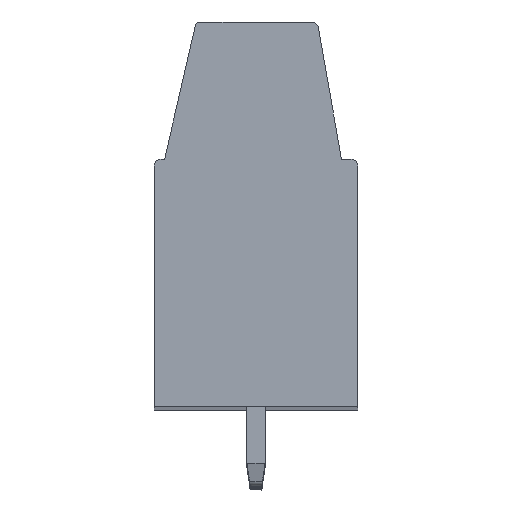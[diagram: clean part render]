
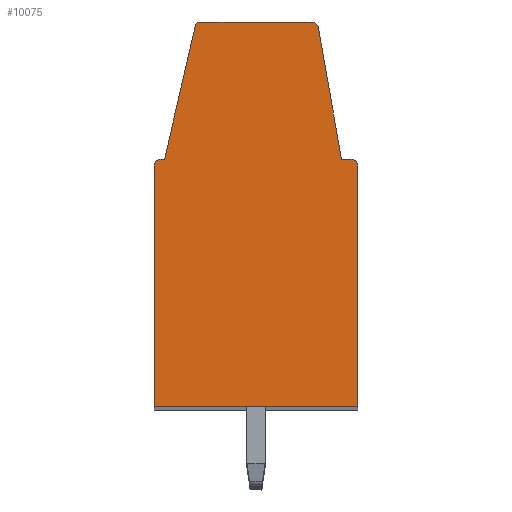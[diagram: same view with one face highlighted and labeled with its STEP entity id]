
A CAD part, top view. The second image highlights one B-rep face of the part: STEP entity #10075.
In plain terms, the highlighted planar face has unit normal (0, 0, 1).
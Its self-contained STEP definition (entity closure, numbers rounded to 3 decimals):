
#24=DIRECTION('',(0.225,0.974,0.));
#25=VECTOR('',#24,5.999);
#26=CARTESIAN_POINT('',(-4.,3.55,97.5));
#27=LINE('',#26,#25);
#28=CARTESIAN_POINT('',(-2.456,9.35,97.5));
#29=DIRECTION('',(0.,0.,-1.));
#30=DIRECTION('',(-0.974,0.225,0.));
#31=AXIS2_PLACEMENT_3D('',#28,#29,#30);
#33=DIRECTION('',(1.,0.,0.));
#34=VECTOR('',#33,4.886);
#35=CARTESIAN_POINT('',(-2.456,9.55,97.5));
#36=LINE('',#35,#34);
#37=CARTESIAN_POINT('',(2.43,9.25,97.5));
#38=DIRECTION('',(0.,0.,-1.));
#39=DIRECTION('',(0.,1.,0.));
#40=AXIS2_PLACEMENT_3D('',#37,#38,#39);
#42=DIRECTION('',(0.174,-0.985,0.));
#43=VECTOR('',#42,5.841);
#44=CARTESIAN_POINT('',(2.726,9.302,97.5));
#45=LINE('',#44,#43);
#46=DIRECTION('',(1.,0.,0.));
#47=VECTOR('',#46,0.41);
#48=CARTESIAN_POINT('',(3.74,3.55,97.5));
#49=LINE('',#48,#47);
#50=CARTESIAN_POINT('',(4.15,3.25,97.5));
#51=DIRECTION('',(0.,0.,-1.));
#52=DIRECTION('',(0.,1.,0.));
#53=AXIS2_PLACEMENT_3D('',#50,#51,#52);
#55=DIRECTION('',(0.,-1.,0.));
#56=VECTOR('',#55,10.5);
#57=CARTESIAN_POINT('',(4.45,3.25,97.5));
#58=LINE('',#57,#56);
#59=DIRECTION('',(-1.,0.,0.));
#60=VECTOR('',#59,8.9);
#61=CARTESIAN_POINT('',(4.45,-7.25,97.5));
#62=LINE('',#61,#60);
#63=DIRECTION('',(0.,1.,0.));
#64=VECTOR('',#63,10.5);
#65=CARTESIAN_POINT('',(-4.45,-7.25,97.5));
#66=LINE('',#65,#64);
#67=CARTESIAN_POINT('',(-4.15,3.25,97.5));
#68=DIRECTION('',(0.,0.,-1.));
#69=DIRECTION('',(-1.,0.,0.));
#70=AXIS2_PLACEMENT_3D('',#67,#68,#69);
#72=DIRECTION('',(1.,0.,0.));
#73=VECTOR('',#72,0.15);
#74=CARTESIAN_POINT('',(-4.15,3.55,97.5));
#75=LINE('',#74,#73);
#8056=CARTESIAN_POINT('',(-4.,3.55,97.5));
#8057=CARTESIAN_POINT('',(-2.651,9.395,97.5));
#8058=VERTEX_POINT('',#8056);
#8059=VERTEX_POINT('',#8057);
#8060=CARTESIAN_POINT('',(-4.15,3.55,97.5));
#8061=VERTEX_POINT('',#8060);
#8062=CARTESIAN_POINT('',(-4.45,3.25,97.5));
#8063=VERTEX_POINT('',#8062);
#8064=CARTESIAN_POINT('',(-4.45,-7.25,97.5));
#8065=VERTEX_POINT('',#8064);
#8066=CARTESIAN_POINT('',(4.45,-7.25,97.5));
#8067=VERTEX_POINT('',#8066);
#8068=CARTESIAN_POINT('',(4.45,3.25,97.5));
#8069=VERTEX_POINT('',#8068);
#8070=CARTESIAN_POINT('',(4.15,3.55,97.5));
#8071=VERTEX_POINT('',#8070);
#8072=CARTESIAN_POINT('',(3.74,3.55,97.5));
#8073=VERTEX_POINT('',#8072);
#8074=CARTESIAN_POINT('',(2.726,9.302,97.5));
#8075=VERTEX_POINT('',#8074);
#8076=CARTESIAN_POINT('',(2.43,9.55,97.5));
#8077=VERTEX_POINT('',#8076);
#8078=CARTESIAN_POINT('',(-2.456,9.55,97.5));
#8079=VERTEX_POINT('',#8078);
#10044=CARTESIAN_POINT('',(0.,0.,97.5));
#10045=DIRECTION('',(0.,0.,1.));
#10046=DIRECTION('',(1.,0.,0.));
#10047=AXIS2_PLACEMENT_3D('',#10044,#10045,#10046);
#10048=PLANE('',#10047);
#10050=ORIENTED_EDGE('',*,*,#10049,.T.);
#10052=ORIENTED_EDGE('',*,*,#10051,.T.);
#10054=ORIENTED_EDGE('',*,*,#10053,.T.);
#10056=ORIENTED_EDGE('',*,*,#10055,.T.);
#10058=ORIENTED_EDGE('',*,*,#10057,.T.);
#10060=ORIENTED_EDGE('',*,*,#10059,.T.);
#10062=ORIENTED_EDGE('',*,*,#10061,.T.);
#10064=ORIENTED_EDGE('',*,*,#10063,.T.);
#10066=ORIENTED_EDGE('',*,*,#10065,.T.);
#10068=ORIENTED_EDGE('',*,*,#10067,.T.);
#10070=ORIENTED_EDGE('',*,*,#10069,.T.);
#10072=ORIENTED_EDGE('',*,*,#10071,.T.);
#10073=EDGE_LOOP('',(#10050,#10052,#10054,#10056,#10058,#10060,#10062,#10064,
#10066,#10068,#10070,#10072));
#10074=FACE_OUTER_BOUND('',#10073,.F.);
#32=CIRCLE('',#31,0.2);
#41=CIRCLE('',#40,0.3);
#54=CIRCLE('',#53,0.3);
#71=CIRCLE('',#70,0.3);
#10049=EDGE_CURVE('',#8058,#8059,#27,.T.);
#10051=EDGE_CURVE('',#8059,#8079,#32,.T.);
#10053=EDGE_CURVE('',#8079,#8077,#36,.T.);
#10055=EDGE_CURVE('',#8077,#8075,#41,.T.);
#10057=EDGE_CURVE('',#8075,#8073,#45,.T.);
#10059=EDGE_CURVE('',#8073,#8071,#49,.T.);
#10061=EDGE_CURVE('',#8071,#8069,#54,.T.);
#10063=EDGE_CURVE('',#8069,#8067,#58,.T.);
#10065=EDGE_CURVE('',#8067,#8065,#62,.T.);
#10067=EDGE_CURVE('',#8065,#8063,#66,.T.);
#10069=EDGE_CURVE('',#8063,#8061,#71,.T.);
#10071=EDGE_CURVE('',#8061,#8058,#75,.T.);
#10075=ADVANCED_FACE('',(#10074),#10048,.T.);
